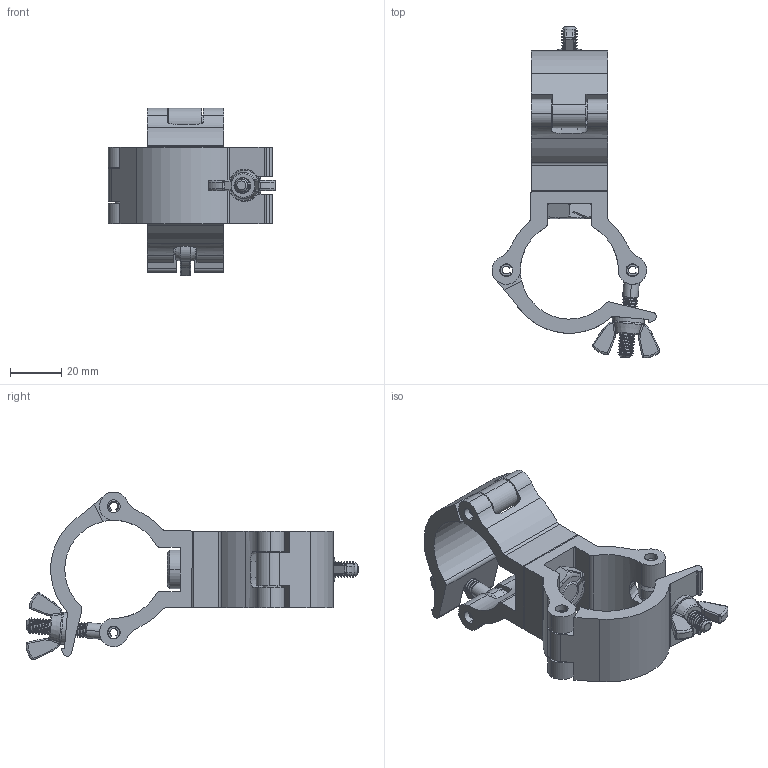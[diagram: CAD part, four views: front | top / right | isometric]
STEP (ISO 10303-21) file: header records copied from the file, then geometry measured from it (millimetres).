
FILE_DESCRIPTION (( 'STEP AP203' ), '1' );
FILE_NAME ('T58975 & T5897501.STEP', '2018-08-13T16:20:50', ( '' ), ( '' ), 'SwSTEP 2.0', 'SolidWorks 2016', '' );
FILE_SCHEMA (( 'CONFIG_CONTROL_DESIGN' ));
Length unit declared in the file: millimetre
Products named in the file (12): S1915; F771; TH134_TH134; A Washer_Bright washer BS 4320 - M6 (Form A); TH2014_30MM WIDE; T58975 & T5897501; Binx Nut_M10 REDUCED; TH705_TH705; T78010_Spaced for T58970; TH2013_30MM WIDE; F880_F880 M6 Wing Nut; TH1821
Assembly tree (17 placements, depth 3):
  T58975 & T5897501
    TH134_TH134  x2
      TH2014_30MM WIDE
    TH705_TH705  x2
      TH2013_30MM WIDE
    T78010_Spaced for T58970  x2
      TH1821
      F880_F880 M6 Wing Nut
      A Washer_Bright washer BS 4320 - M6 (Form A)
    F771  x4
    S1915
    Binx Nut_M10 REDUCED
Bounding box: 65.4 x 129.39 x 65.4 mm (x, y, z)
Volume: 60200 mm3; surface area: 35866 mm2
Topology: 16 solids, 16 shells, 1127 faces, 2530 edges, 1458 vertices
Faces by surface type: torus 347, cone 326, cylinder 211, plane 171, bspline 72
Entity records: 18453 total; most frequent: CARTESIAN_POINT 4107, DIRECTION 3000, ORIENTED_EDGE 2570, AXIS2_PLACEMENT_3D 1299, EDGE_CURVE 1285, VERTEX_POINT 748, CIRCLE 739, EDGE_LOOP 613
